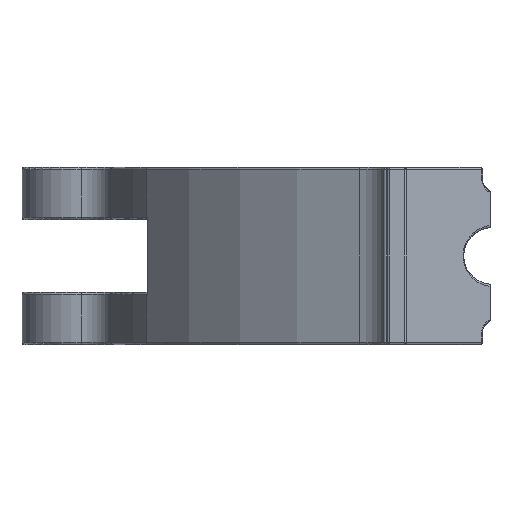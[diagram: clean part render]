
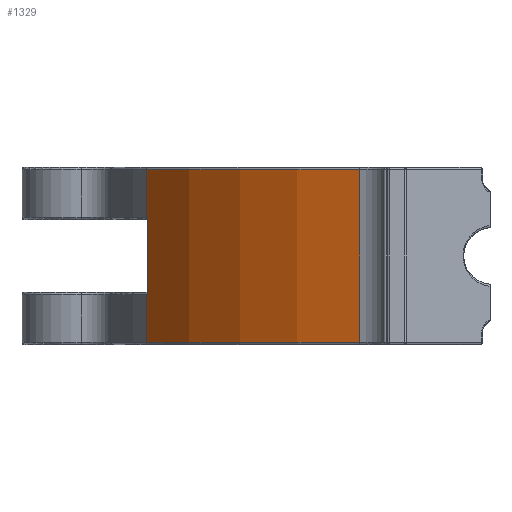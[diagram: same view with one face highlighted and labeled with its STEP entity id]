
A CAD part, front view. The second image highlights one B-rep face of the part: STEP entity #1329.
In plain terms, the highlighted cylindrical face has radius 51.75 mm (diameter 103.5 mm), a partial arc.
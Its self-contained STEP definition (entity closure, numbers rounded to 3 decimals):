
#203 = CARTESIAN_POINT ( 'NONE',  ( -42.853, -29.012, 6.212 ) ) ;
#248 = VECTOR ( 'NONE', #391, 1000. ) ;
#262 = CARTESIAN_POINT ( 'NONE',  ( -42.857, -29.006, 0.3 ) ) ;
#264 = CARTESIAN_POINT ( 'NONE',  ( -42.857, -29.006, 15.8 ) ) ;
#303 = LINE ( 'NONE', #4203, #248 ) ;
#314 = EDGE_CURVE ( 'NONE', #6028, #5847, #303, .T. ) ;
#353 = EDGE_CURVE ( 'NONE', #5352, #2299, #4085, .T. ) ;
#391 = DIRECTION ( 'NONE',  ( 0., 0., -1. ) ) ;
#471 = DIRECTION ( 'NONE',  ( 0., 0., -1. ) ) ;
#603 = CARTESIAN_POINT ( 'NONE',  ( -42.795, -29.097, 6.244 ) ) ;
#632 = CARTESIAN_POINT ( 'NONE',  ( -42.762, -29.145, 6.254 ) ) ;
#775 = ORIENTED_EDGE ( 'NONE', *, *, #5989, .F. ) ;
#795 = CARTESIAN_POINT ( 'NONE',  ( -42.788, -29.108, 15.753 ) ) ;
#847 = DIRECTION ( 'NONE',  ( 0., 0., -1. ) ) ;
#899 = CARTESIAN_POINT ( 'NONE',  ( -42.75, -29.163, 6.257 ) ) ;
#916 = VECTOR ( 'NONE', #847, 1000. ) ;
#1035 = CARTESIAN_POINT ( 'NONE',  ( -42.75, -29.163, 6.257 ) ) ;
#1068 = CARTESIAN_POINT ( 'NONE',  ( -42.846, -29.023, 6.219 ) ) ;
#1113 = CYLINDRICAL_SURFACE ( 'NONE', #3904, 51.75 ) ;
#1205 = DIRECTION ( 'NONE',  ( -1., 0., 0. ) ) ;
#1219 = VERTEX_POINT ( 'NONE', #2020 ) ;
#1296 = ORIENTED_EDGE ( 'NONE', *, *, #1588, .T. ) ;
#1329 = ADVANCED_FACE ( 'NONE', ( #5964 ), #1113, .T. ) ;
#1331 = CARTESIAN_POINT ( 'NONE',  ( -42.839, -29.033, 15.776 ) ) ;
#1352 = DIRECTION ( 'NONE',  ( 0., 0., -1. ) ) ;
#1392 = CARTESIAN_POINT ( 'NONE',  ( -42.816, -29.067, 15.764 ) ) ;
#1573 = CARTESIAN_POINT ( 'NONE',  ( -42.854, -29.01, 6.21 ) ) ;
#1588 = EDGE_CURVE ( 'NONE', #4694, #5352, #3894, .T. ) ;
#1602 = CARTESIAN_POINT ( 'NONE',  ( -42.857, -29.006, 6.204 ) ) ;
#1633 = CARTESIAN_POINT ( 'NONE',  ( -42.857, -29.006, 6.2 ) ) ;
#1768 = CARTESIAN_POINT ( 'NONE',  ( -42.825, -29.053, 15.768 ) ) ;
#1873 = LINE ( 'NONE', #3788, #3870 ) ;
#1948 = DIRECTION ( 'NONE',  ( 1., 0., 0. ) ) ;
#2003 = CARTESIAN_POINT ( 'NONE',  ( -42.774, -29.127, 6.251 ) ) ;
#2020 = CARTESIAN_POINT ( 'NONE',  ( -16.414, -49.078, 21.7 ) ) ;
#2040 = CARTESIAN_POINT ( 'NONE',  ( -42.831, -29.044, 6.228 ) ) ;
#2101 = CARTESIAN_POINT ( 'NONE',  ( -42.857, -29.006, 6.202 ) ) ;
#2207 = ORIENTED_EDGE ( 'NONE', *, *, #353, .T. ) ;
#2291 = CARTESIAN_POINT ( 'NONE',  ( 0., 0., 0.3 ) ) ;
#2299 = VERTEX_POINT ( 'NONE', #3096 ) ;
#2452 = DIRECTION ( 'NONE',  ( 0., 0., -1. ) ) ;
#2503 = CARTESIAN_POINT ( 'NONE',  ( -42.841, -29.03, 6.223 ) ) ;
#2540 = CARTESIAN_POINT ( 'NONE',  ( -42.803, -29.085, 6.241 ) ) ;
#2560 = ORIENTED_EDGE ( 'NONE', *, *, #4008, .T. ) ;
#2574 = CARTESIAN_POINT ( 'NONE',  ( -42.811, -29.074, 6.238 ) ) ;
#2605 = CARTESIAN_POINT ( 'NONE',  ( -42.848, -29.019, 6.217 ) ) ;
#2615 = CARTESIAN_POINT ( 'NONE',  ( 0., 0., 22. ) ) ;
#2676 = CARTESIAN_POINT ( 'NONE',  ( -42.75, -29.163, 15.743 ) ) ;
#2731 = AXIS2_PLACEMENT_3D ( 'NONE', #2291, #2831, #1948 ) ;
#2758 = ORIENTED_EDGE ( 'NONE', *, *, #314, .T. ) ;
#2795 = ORIENTED_EDGE ( 'NONE', *, *, #6021, .T. ) ;
#2831 = DIRECTION ( 'NONE',  ( 0., 0., 1. ) ) ;
#2848 = CARTESIAN_POINT ( 'NONE',  ( 0., 0., 21.7 ) ) ;
#2887 = CARTESIAN_POINT ( 'NONE',  ( -42.857, -29.006, 22. ) ) ;
#2945 = CARTESIAN_POINT ( 'NONE',  ( -42.85, -29.016, 6.215 ) ) ;
#2974 = EDGE_CURVE ( 'NONE', #2299, #4360, #5613, .T. ) ;
#2978 = CARTESIAN_POINT ( 'NONE',  ( -42.827, -29.049, 6.23 ) ) ;
#3083 = CARTESIAN_POINT ( 'NONE',  ( -42.843, -29.026, 6.221 ) ) ;
#3096 = CARTESIAN_POINT ( 'NONE',  ( -42.75, -29.163, 15.743 ) ) ;
#3236 = CARTESIAN_POINT ( 'NONE',  ( -42.75, -29.163, 22. ) ) ;
#3264 = CARTESIAN_POINT ( 'NONE',  ( -42.857, -29.006, 6.2 ) ) ;
#3352 = DIRECTION ( 'NONE',  ( 1., 0., 0. ) ) ;
#3392 = VECTOR ( 'NONE', #2452, 1000. ) ;
#3510 = CARTESIAN_POINT ( 'NONE',  ( -42.817, -29.065, 6.236 ) ) ;
#3545 = CARTESIAN_POINT ( 'NONE',  ( -42.857, -29.006, 6.201 ) ) ;
#3676 = ORIENTED_EDGE ( 'NONE', *, *, #2974, .T. ) ;
#3705 = CARTESIAN_POINT ( 'NONE',  ( -42.857, -29.006, 15.8 ) ) ;
#3788 = CARTESIAN_POINT ( 'NONE',  ( -16.414, -49.078, 22. ) ) ;
#3870 = VECTOR ( 'NONE', #471, 1000. ) ;
#3894 = LINE ( 'NONE', #2887, #3392 ) ;
#3904 = AXIS2_PLACEMENT_3D ( 'NONE', #2615, #4081, #1205 ) ;
#3918 = CARTESIAN_POINT ( 'NONE',  ( -42.856, -29.007, 6.206 ) ) ;
#3954 = CARTESIAN_POINT ( 'NONE',  ( -42.835, -29.039, 6.226 ) ) ;
#3982 = CARTESIAN_POINT ( 'NONE',  ( -42.855, -29.009, 6.208 ) ) ;
#4008 = EDGE_CURVE ( 'NONE', #5847, #5087, #5929, .T. ) ;
#4012 = CARTESIAN_POINT ( 'NONE',  ( -42.856, -29.008, 6.207 ) ) ;
#4054 = B_SPLINE_CURVE_WITH_KNOTS ( 'NONE', 3,
 ( #1035, #632, #2003, #5951, #603, #2540, #2574, #3510, #5860, #2978, #2040, #3954, #5891, #2503, #3083, #1068, #2605, #2945, #4489, #203, #1573, #3982, #4012, #3918, #5920, #1602, #2101, #5460, #3545, #1633, #4987 ),
 .UNSPECIFIED., .F., .F.,
 ( 4, 3, 3, 3, 3, 3, 3, 3, 3, 3, 4 ),
 ( 0., 0., 0., 0., 0., 0., 0., 0., 0., 0., 0. ),
 .UNSPECIFIED. ) ;
#4061 = CIRCLE ( 'NONE', #4475, 51.75 ) ;
#4081 = DIRECTION ( 'NONE',  ( 0., 0., -1. ) ) ;
#4085 = B_SPLINE_CURVE_WITH_KNOTS ( 'NONE', 3,
 ( #3705, #4235, #5676, #5088, #1331, #1768, #1392, #795, #5208, #2676 ),
 .UNSPECIFIED., .F., .F.,
 ( 4, 2, 2, 2, 4 ),
 ( 0., 0., 0., 0., 0. ),
 .UNSPECIFIED. ) ;
#4203 = CARTESIAN_POINT ( 'NONE',  ( -42.857, -29.006, 22. ) ) ;
#4235 = CARTESIAN_POINT ( 'NONE',  ( -42.857, -29.006, 15.791 ) ) ;
#4289 = ORIENTED_EDGE ( 'NONE', *, *, #5776, .T. ) ;
#4360 = VERTEX_POINT ( 'NONE', #899 ) ;
#4475 = AXIS2_PLACEMENT_3D ( 'NONE', #2848, #1352, #3352 ) ;
#4489 = CARTESIAN_POINT ( 'NONE',  ( -42.852, -29.013, 6.213 ) ) ;
#4694 = VERTEX_POINT ( 'NONE', #4753 ) ;
#4753 = CARTESIAN_POINT ( 'NONE',  ( -42.857, -29.006, 21.7 ) ) ;
#4987 = CARTESIAN_POINT ( 'NONE',  ( -42.857, -29.006, 6.2 ) ) ;
#5087 = VERTEX_POINT ( 'NONE', #6180 ) ;
#5088 = CARTESIAN_POINT ( 'NONE',  ( -42.843, -29.026, 15.779 ) ) ;
#5208 = CARTESIAN_POINT ( 'NONE',  ( -42.769, -29.136, 15.748 ) ) ;
#5336 = EDGE_LOOP ( 'NONE', ( #2758, #2560, #775, #2795, #1296, #2207, #3676, #4289 ) ) ;
#5352 = VERTEX_POINT ( 'NONE', #264 ) ;
#5460 = CARTESIAN_POINT ( 'NONE',  ( -42.857, -29.006, 6.201 ) ) ;
#5613 = LINE ( 'NONE', #3236, #916 ) ;
#5676 = CARTESIAN_POINT ( 'NONE',  ( -42.852, -29.014, 15.786 ) ) ;
#5776 = EDGE_CURVE ( 'NONE', #4360, #6028, #4054, .T. ) ;
#5847 = VERTEX_POINT ( 'NONE', #262 ) ;
#5860 = CARTESIAN_POINT ( 'NONE',  ( -42.822, -29.057, 6.233 ) ) ;
#5891 = CARTESIAN_POINT ( 'NONE',  ( -42.838, -29.033, 6.224 ) ) ;
#5920 = CARTESIAN_POINT ( 'NONE',  ( -42.857, -29.007, 6.205 ) ) ;
#5929 = CIRCLE ( 'NONE', #2731, 51.75 ) ;
#5951 = CARTESIAN_POINT ( 'NONE',  ( -42.787, -29.11, 6.247 ) ) ;
#5964 = FACE_OUTER_BOUND ( 'NONE', #5336, .T. ) ;
#5989 = EDGE_CURVE ( 'NONE', #1219, #5087, #1873, .T. ) ;
#6021 = EDGE_CURVE ( 'NONE', #1219, #4694, #4061, .T. ) ;
#6028 = VERTEX_POINT ( 'NONE', #3264 ) ;
#6180 = CARTESIAN_POINT ( 'NONE',  ( -16.414, -49.078, 0.3 ) ) ;
